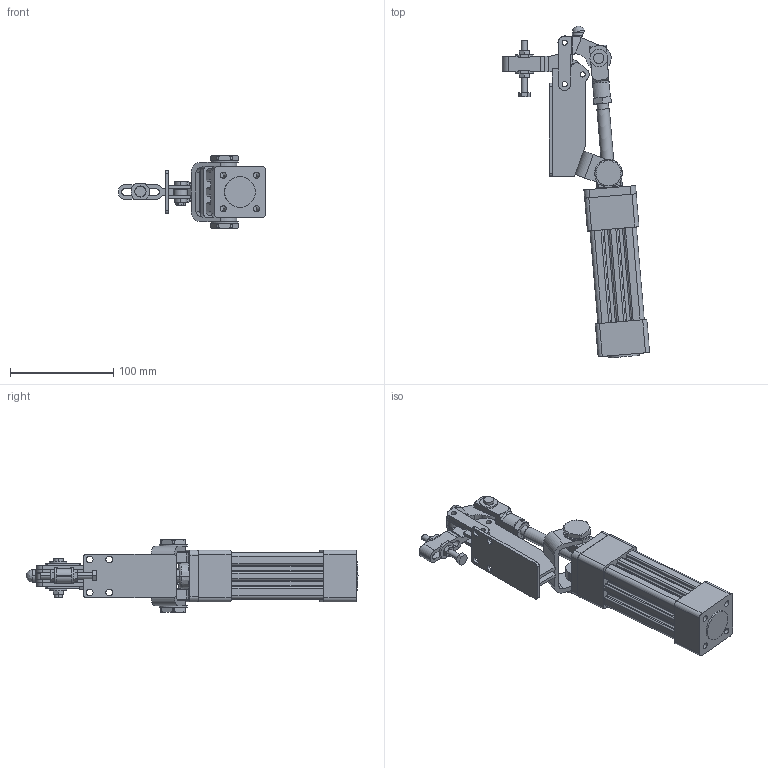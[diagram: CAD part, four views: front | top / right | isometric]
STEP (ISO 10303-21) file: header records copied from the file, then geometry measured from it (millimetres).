
FILE_DESCRIPTION (( 'STEP AP203' ), '1' );
FILE_NAME ('VA300BX-3D.STEP', '2014-11-06T09:31:14', ( '' ), ( '' ), 'SwSTEP 2.0', 'SolidWorks 2014', '' );
FILE_SCHEMA (( 'CONFIG_CONTROL_DESIGN' ));
Length unit declared in the file: millimetre
Products named in the file (1): VA300BX-3D
Bounding box: 142.41 x 321.21 x 70.5 mm (x, y, z)
Volume: 364089.5 mm3; surface area: 139321.8 mm2
Topology: 32 solids, 32 shells, 683 faces, 1772 edges, 1160 vertices
Faces by surface type: cylinder 302, plane 260, cone 94, bspline 27
Entity records: 22330 total; most frequent: CARTESIAN_POINT 5226, DIRECTION 3585, ORIENTED_EDGE 3540, EDGE_CURVE 1770, AXIS2_PLACEMENT_3D 1385, VERTEX_POINT 1160, VECTOR 815, LINE 815
